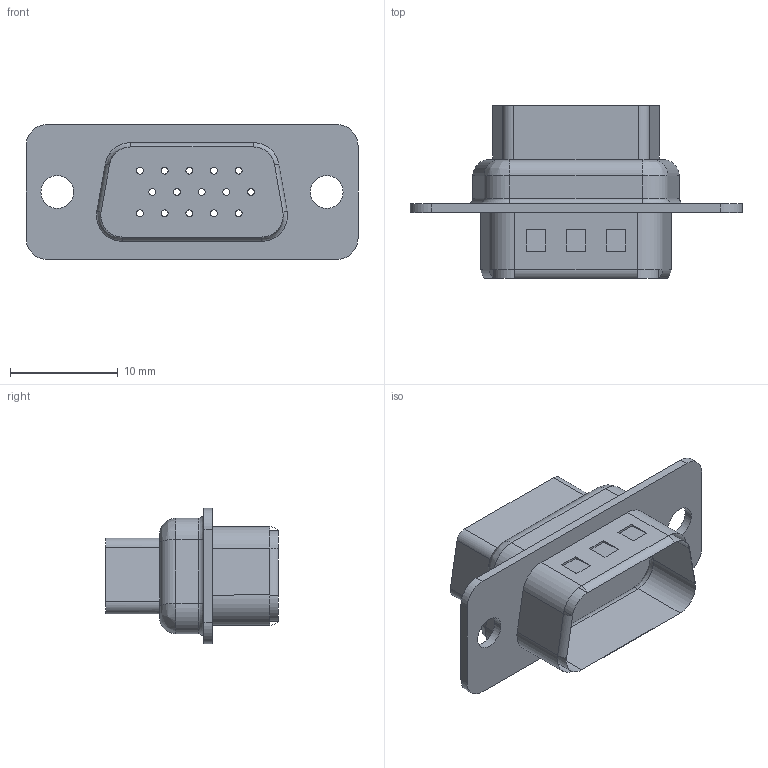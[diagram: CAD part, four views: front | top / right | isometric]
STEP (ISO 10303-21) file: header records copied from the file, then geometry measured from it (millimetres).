
FILE_DESCRIPTION(/* description */ (''),/* implementation_level */ '2;1');
FILE_NAME(/* name */ '100230412ugm000_a.stp',/* time_stamp */ '2014-03-13T08:23:05+01:00',/* author */ (''),/* organization */ (''),/* preprocessor_version */ 'ST-DEVELOPER v15',/* originating_system */ 'SIEMENS PLM Software NX 8.5',/* authorisation */ '');
FILE_SCHEMA (('AUTOMOTIVE_DESIGN { 1 0 10303 214 3 1 1 1 }'));
Length unit declared in the file: millimetre
Products named in the file (1): 100230412ugm000_a
Bounding box: 30.81 x 16 x 12.55 mm (x, y, z)
Volume: 1011.7 mm3; surface area: 2973.6 mm2
Topology: 1 solids, 4 shells, 331 faces, 989 edges, 1204 vertices
Faces by surface type: plane 135, revolution 120, cylinder 48, bspline 28
Entity records: 14001 total; most frequent: CARTESIAN_POINT 3305, DIRECTION 1800, ORIENTED_EDGE 1624, EDGE_CURVE 821, LINE 582, VECTOR 582, AXIS2_PLACEMENT_3D 549, VERTEX_POINT 531
